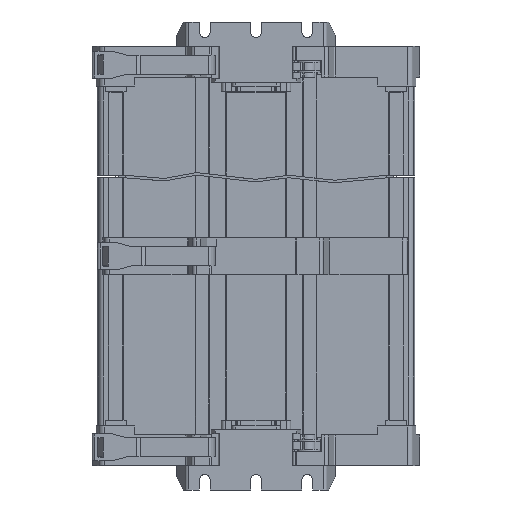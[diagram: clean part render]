
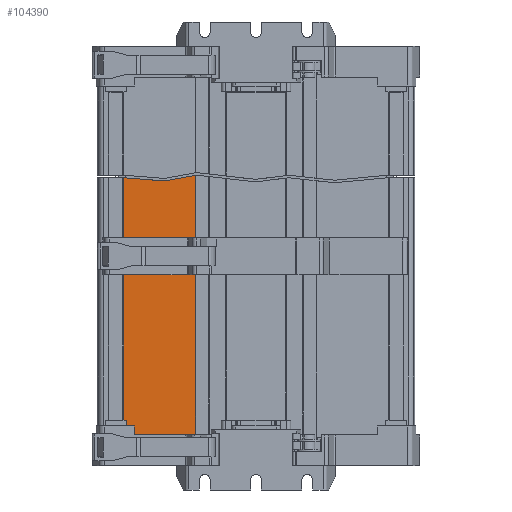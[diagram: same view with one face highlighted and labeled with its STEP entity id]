
A CAD part, front view. The second image highlights one B-rep face of the part: STEP entity #104390.
In plain terms, the highlighted planar face has unit normal (0, -1, 0).
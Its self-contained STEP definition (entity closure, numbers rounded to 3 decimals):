
#6650=CARTESIAN_POINT('',(-53.7,13.95,
10.));
#6660=VERTEX_POINT('',#6650);
#6690=CARTESIAN_POINT('',(-17.598,13.95,10.))
;
#6700=DIRECTION('',(1.,0.,0.));
#6710=VECTOR('',#6700,1.);
#6720=LINE('',#6690,#6710);
#6730=CARTESIAN_POINT('',(-23.75,13.95,
10.));
#6740=VERTEX_POINT('',#6730);
#6750=EDGE_CURVE('',#6660,#6740,#6720,.T.);
#28110=CARTESIAN_POINT('',(-23.75,13.95,-38.15));
#28120=DIRECTION('',(0.,0.,-1.));
#28130=VECTOR('',#28120,1.);
#28140=LINE('',#28110,#28130);
#29490=CARTESIAN_POINT('',(-16.5,13.95,197.6));
#29500=DIRECTION('',(-0.,1.,0.));
#29510=DIRECTION('',(1.,0.,0.));
#29520=AXIS2_PLACEMENT_3D('',#29490,#29500,#29510);
#29530=PLANE('',#29520);
#35810=CARTESIAN_POINT('',(-35.892,13.95,
111.215));
#35820=VERTEX_POINT('',#35810);
#36040=CARTESIAN_POINT('',(-23.75,13.95,
113.41));
#36050=VERTEX_POINT('',#36040);
#36080=CARTESIAN_POINT('',(-17.598,13.95,114.522)
);
#36090=DIRECTION('',(-0.984,0.,-0.178));
#36100=VECTOR('',#36090,1.);
#36110=LINE('',#36080,#36100);
#36120=EDGE_CURVE('',#36050,#35820,#36110,.T.);
#93460=CARTESIAN_POINT('',(-51.5,13.95,112.46));
#93470=VERTEX_POINT('',#93460);
#93500=CARTESIAN_POINT('',(-10.348,13.95,112.46));
#93510=DIRECTION('',(-1.,0.,0.));
#93520=VECTOR('',#93510,1.);
#93530=LINE('',#93500,#93520);
#93540=CARTESIAN_POINT('',(-53.7,13.95,112.46));
#93550=VERTEX_POINT('',#93540);
#93560=EDGE_CURVE('',#93470,#93550,#93530,.T.);
#104200=ORIENTED_EDGE('',*,*,#6750,.T.);
#104210=CARTESIAN_POINT('',(-53.7,13.95,
10.));
#104220=DIRECTION('',(0.,0.,1.));
#104230=VECTOR('',#104220,1.);
#104240=LINE('',#104210,#104230);
#104250=EDGE_CURVE('',#6660,#93550,#104240,.T.);
#104260=ORIENTED_EDGE('',*,*,#104250,.F.);
#104270=ORIENTED_EDGE('',*,*,#93560,.T.);
#104280=CARTESIAN_POINT('',(-10.348,13.95,109.177
));
#104290=DIRECTION('',(-0.997,0.,0.08));
#104300=VECTOR('',#104290,1.);
#104310=LINE('',#104280,#104300);
#104320=EDGE_CURVE('',#35820,#93470,#104310,.T.);
#104330=ORIENTED_EDGE('',*,*,#104320,.T.);
#104340=ORIENTED_EDGE('',*,*,#36120,.T.);
#104350=EDGE_CURVE('',#36050,#6740,#28140,.T.);
#104360=ORIENTED_EDGE('',*,*,#104350,.F.);
#104370=EDGE_LOOP('',(#104360,#104340,#104330,#104270,#104260,#104200));
#104380=FACE_OUTER_BOUND('',#104370,.T.);
#104390=ADVANCED_FACE('',(#104380),#29530,.F.);
